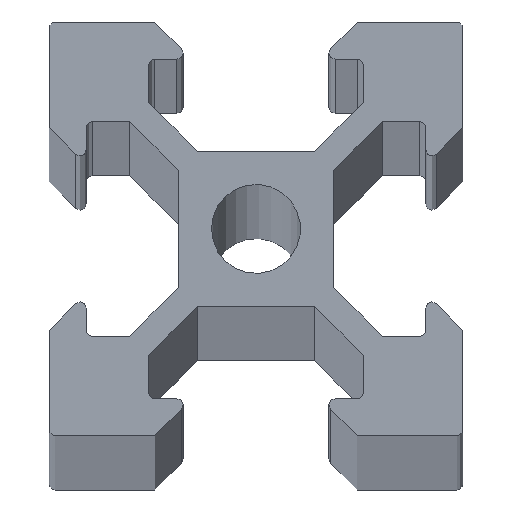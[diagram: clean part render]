
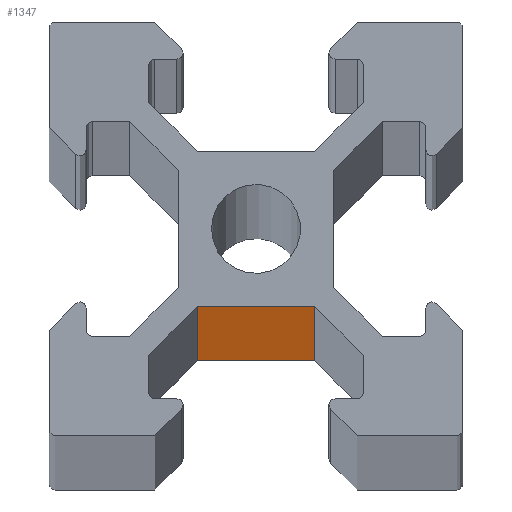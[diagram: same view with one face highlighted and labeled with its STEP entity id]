
A CAD part, top view. The second image highlights one B-rep face of the part: STEP entity #1347.
In plain terms, the highlighted planar face has unit normal (0, -1, 0).
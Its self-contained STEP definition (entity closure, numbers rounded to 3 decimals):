
#60=PLANE('',#1470);
#127=FACE_OUTER_BOUND('',#195,.T.);
#195=EDGE_LOOP('',(#1189,#1190,#1191,#1192));
#267=LINE('',#2040,#420);
#348=LINE('',#2231,#501);
#349=LINE('',#2234,#502);
#350=LINE('',#2235,#503);
#420=VECTOR('',#1633,10.);
#501=VECTOR('',#1836,10.);
#502=VECTOR('',#1839,10.);
#503=VECTOR('',#1840,10.);
#625=VERTEX_POINT('',#2037);
#626=VERTEX_POINT('',#2039);
#675=VERTEX_POINT('',#2229);
#676=VERTEX_POINT('',#2233);
#771=EDGE_CURVE('',#625,#626,#267,.T.);
#868=EDGE_CURVE('',#625,#675,#348,.T.);
#869=EDGE_CURVE('',#676,#675,#349,.T.);
#870=EDGE_CURVE('',#626,#676,#350,.T.);
#1189=ORIENTED_EDGE('',*,*,#771,.F.);
#1190=ORIENTED_EDGE('',*,*,#868,.T.);
#1191=ORIENTED_EDGE('',*,*,#869,.F.);
#1192=ORIENTED_EDGE('',*,*,#870,.F.);
#1347=ADVANCED_FACE('',(#127),#60,.T.);
#1470=AXIS2_PLACEMENT_3D('',#2232,#1837,#1838);
#1633=DIRECTION('',(-1.,0.,0.));
#1836=DIRECTION('',(0.,0.,1.));
#1837=DIRECTION('center_axis',(0.,-1.,0.));
#1838=DIRECTION('ref_axis',(1.,0.,0.));
#1839=DIRECTION('',(1.,0.,0.));
#1840=DIRECTION('',(0.,0.,1.));
#2037=CARTESIAN_POINT('',(2.831,-3.75,0.));
#2039=CARTESIAN_POINT('',(-2.831,-3.75,0.));
#2040=CARTESIAN_POINT('',(2.831,-3.75,0.));
#2229=CARTESIAN_POINT('',(2.831,-3.75,1500.));
#2231=CARTESIAN_POINT('',(2.831,-3.75,0.));
#2232=CARTESIAN_POINT('Origin',(-2.831,-3.75,0.));
#2233=CARTESIAN_POINT('',(-2.831,-3.75,1500.));
#2234=CARTESIAN_POINT('',(2.831,-3.75,1500.));
#2235=CARTESIAN_POINT('',(-2.831,-3.75,0.));
